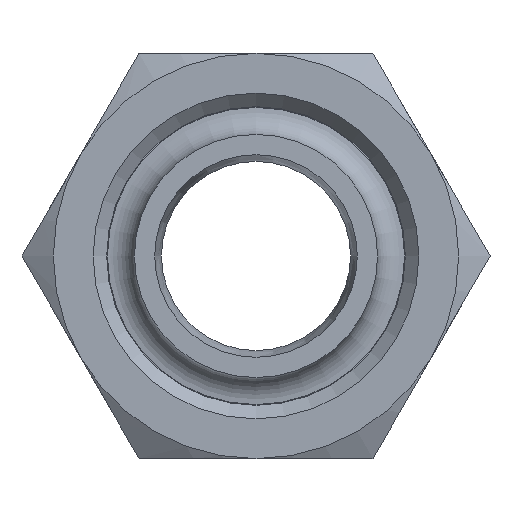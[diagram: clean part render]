
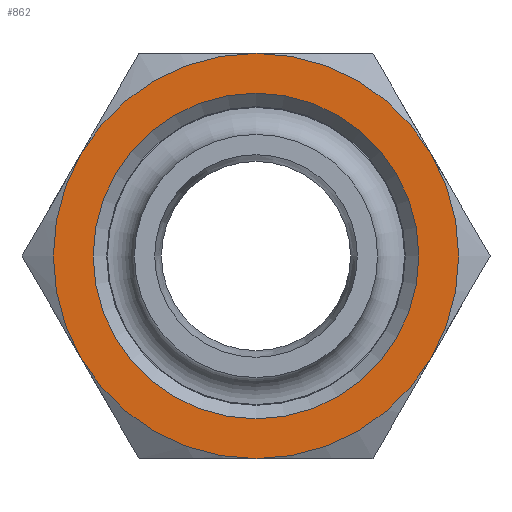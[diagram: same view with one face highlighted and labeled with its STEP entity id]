
A CAD part, left-side view. The second image highlights one B-rep face of the part: STEP entity #862.
In plain terms, the highlighted planar face has unit normal (-1, 0, 0).
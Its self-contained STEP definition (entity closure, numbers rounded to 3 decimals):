
#102=PLANE($,#939);
#136=FACE_BOUND($,#237,.T.);
#171=FACE_OUTER_BOUND($,#236,.T.);
#236=EDGE_LOOP($,(#577,#578,#579,#580,#581,#582));
#237=EDGE_LOOP($,(#583));
#331=CIRCLE($,#936,12.05);
#333=CIRCLE($,#940,15.);
#334=CIRCLE($,#941,15.);
#335=CIRCLE($,#942,15.);
#336=CIRCLE($,#943,15.);
#337=CIRCLE($,#944,15.);
#338=CIRCLE($,#945,15.);
#384=VERTEX_POINT($,#1330);
#386=VERTEX_POINT($,#1336);
#387=VERTEX_POINT($,#1337);
#388=VERTEX_POINT($,#1339);
#389=VERTEX_POINT($,#1341);
#390=VERTEX_POINT($,#1343);
#391=VERTEX_POINT($,#1345);
#461=EDGE_CURVE($,#384,#384,#331,.T.);
#463=EDGE_CURVE($,#386,#387,#333,.T.);
#464=EDGE_CURVE($,#388,#386,#334,.T.);
#465=EDGE_CURVE($,#389,#388,#335,.T.);
#466=EDGE_CURVE($,#390,#389,#336,.T.);
#467=EDGE_CURVE($,#391,#390,#337,.T.);
#468=EDGE_CURVE($,#387,#391,#338,.T.);
#577=ORIENTED_EDGE($,*,*,#463,.F.);
#578=ORIENTED_EDGE($,*,*,#464,.F.);
#579=ORIENTED_EDGE($,*,*,#465,.F.);
#580=ORIENTED_EDGE($,*,*,#466,.F.);
#581=ORIENTED_EDGE($,*,*,#467,.F.);
#582=ORIENTED_EDGE($,*,*,#468,.F.);
#583=ORIENTED_EDGE($,*,*,#461,.F.);
#862=ADVANCED_FACE($,(#171,#136),#102,.T.);
#936=AXIS2_PLACEMENT_3D($,#1331,#1066,#1067);
#939=AXIS2_PLACEMENT_3D($,#1335,#1072,#1073);
#940=AXIS2_PLACEMENT_3D($,#1338,#1074,#1075);
#941=AXIS2_PLACEMENT_3D($,#1340,#1076,#1077);
#942=AXIS2_PLACEMENT_3D($,#1342,#1078,#1079);
#943=AXIS2_PLACEMENT_3D($,#1344,#1080,#1081);
#944=AXIS2_PLACEMENT_3D($,#1346,#1082,#1083);
#945=AXIS2_PLACEMENT_3D($,#1347,#1084,#1085);
#1066=DIRECTION('center_axis',(-1.,0.,0.));
#1067=DIRECTION('ref_axis',(0.,0.,1.));
#1072=DIRECTION('center_axis',(-1.,0.,0.));
#1073=DIRECTION('ref_axis',(0.,0.,1.));
#1074=DIRECTION('center_axis',(1.,0.,0.));
#1075=DIRECTION('ref_axis',(0.,1.,0.));
#1076=DIRECTION('center_axis',(1.,0.,0.));
#1077=DIRECTION('ref_axis',(0.,1.,0.));
#1078=DIRECTION('center_axis',(1.,0.,0.));
#1079=DIRECTION('ref_axis',(0.,1.,0.));
#1080=DIRECTION('center_axis',(1.,0.,0.));
#1081=DIRECTION('ref_axis',(0.,1.,0.));
#1082=DIRECTION('center_axis',(1.,0.,0.));
#1083=DIRECTION('ref_axis',(0.,1.,0.));
#1084=DIRECTION('center_axis',(1.,0.,0.));
#1085=DIRECTION('ref_axis',(0.,1.,0.));
#1330=CARTESIAN_POINT('',(0.,0.,-12.05));
#1331=CARTESIAN_POINT('Origin',(0.,0.,
0.));
#1335=CARTESIAN_POINT('Origin',(0.,7.5,0.));
#1336=CARTESIAN_POINT('',(0.,12.99,7.5));
#1337=CARTESIAN_POINT('',(0.,0.,
15.));
#1338=CARTESIAN_POINT('Origin',(0.,0.,
0.));
#1339=CARTESIAN_POINT('',(0.,12.99,-7.5));
#1340=CARTESIAN_POINT('Origin',(0.,0.,
0.));
#1341=CARTESIAN_POINT('',(0.,0.,
-15.));
#1342=CARTESIAN_POINT('Origin',(0.,0.,
0.));
#1343=CARTESIAN_POINT('',(0.,-12.99,-7.5));
#1344=CARTESIAN_POINT('Origin',(0.,0.,
0.));
#1345=CARTESIAN_POINT('',(0.,-12.99,7.5));
#1346=CARTESIAN_POINT('Origin',(0.,0.,
0.));
#1347=CARTESIAN_POINT('Origin',(0.,0.,
0.));
